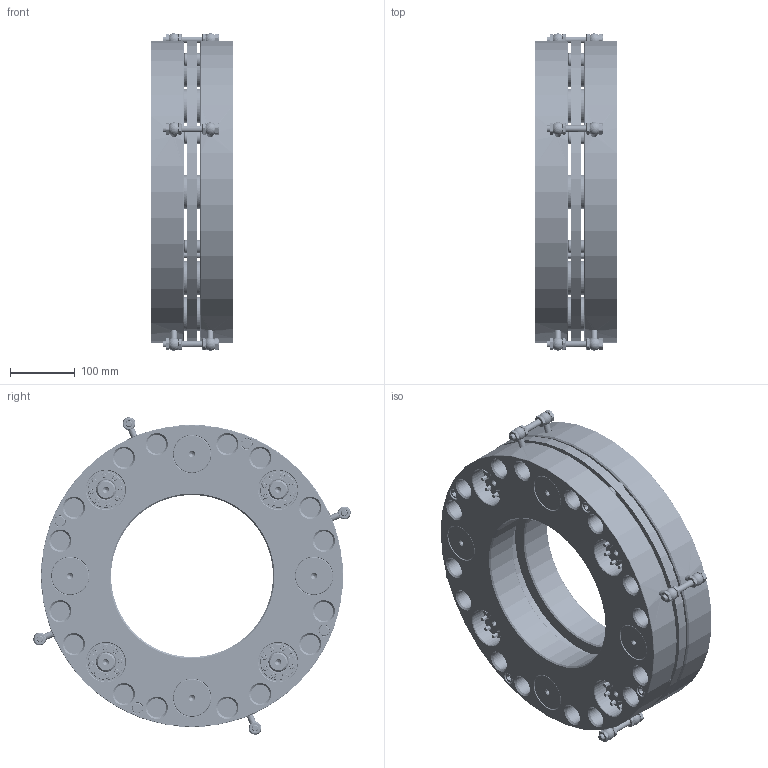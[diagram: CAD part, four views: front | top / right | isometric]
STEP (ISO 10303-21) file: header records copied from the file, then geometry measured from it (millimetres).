
FILE_DESCRIPTION(/* description */ ('Unknown'),/* implementation_level */ '2;1');
FILE_NAME(/* name */ 'HK20-1100-00-00',/* time_stamp */ '2020-09-14T16:07:18+02:00',/* author */ ('Unknown'),/* organization */ ('Unknown'),/* preprocessor_version */ 'ST-DEVELOPER v16.7',/* originating_system */ 'Solid Edge',/* authorisation */ 'Unknown');
FILE_SCHEMA (('AUTOMOTIVE_DESIGN {1 0 10303 214 3 1 1}'));
Length unit declared in the file: millimetre
Products named in the file (1): Part16
Bounding box: 126.1 x 488.46 x 488.46 mm (x, y, z)
Volume: 12393686.6 mm3; surface area: 1290269 mm2
Topology: 1 solids, 1 shells, 2608 faces, 7203 edges, 4661 vertices
Faces by surface type: plane 1154, cone 664, cylinder 638, torus 144, sphere 8
Full cylindrical faces by diameter (mm): 6.8 x96, 6.9 x64, 6.917 x192, 8.376 x4, 10 x32, 11 x8, 12 x4, 16 x4, 17 x4, 20 x8, 27.3 x8, 27.835 x8, 29.211 x32, 30 x8, 38 x8, 38.1 x8, 52 x16, 55 x8, 58 x8, 58.5 x8, 60 x8, 250 x2, 280 x1, 465 x3
Entity records: 88285 total; most frequent: CARTESIAN_POINT 13489, DIRECTION 12410, ORIENTED_EDGE 9752, AXIS2_PLACEMENT_3D 5485, EDGE_CURVE 4876, FACE_BOUND 4368, EDGE_LOOP 4352, VERTEX_POINT 3716
